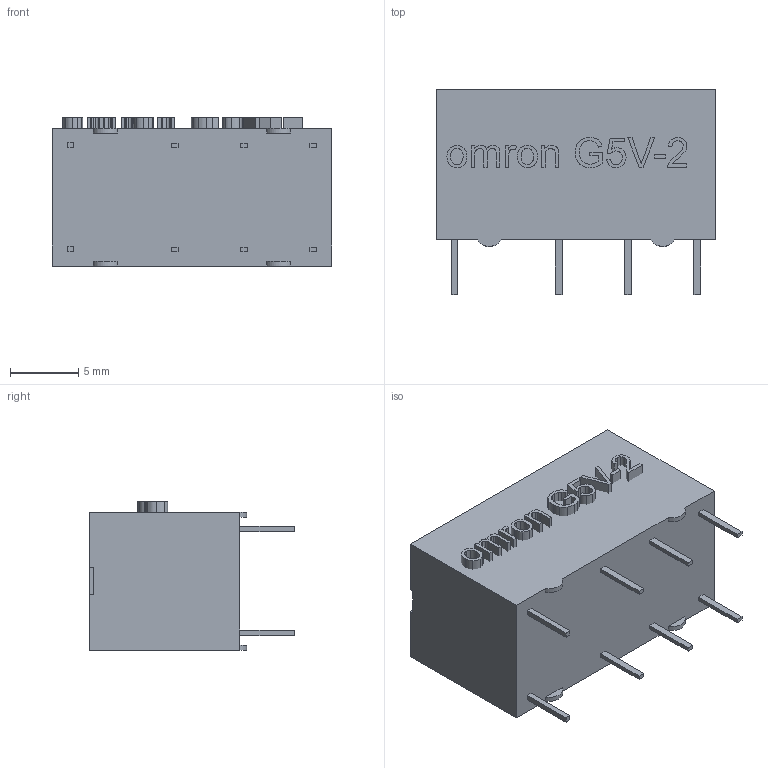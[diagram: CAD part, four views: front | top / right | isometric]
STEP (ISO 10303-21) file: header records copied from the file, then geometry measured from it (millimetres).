
FILE_DESCRIPTION(/* description */ (''),/* implementation_level */ '2;1');
FILE_NAME(/* name */ 'G5V_2.step',/* time_stamp */ '2020-02-28T07:34:39+01:00',/* author */ (''),/* organization */ (''),/* preprocessor_version */ 'ST-DEVELOPER v15.2',/* originating_system */ 'Autodesk Translator Framework v2.0.0.5431',/* authorisation */ '');
FILE_SCHEMA (('AUTOMOTIVE_DESIGN { 1 0 10303 214 3 1 1 }'));
Length unit declared in the file: centimetre
Products named in the file (1): (Unsaved)
Bounding box: 20.5 x 15 x 10.86 mm (x, y, z)
Volume: 2303.3 mm3; surface area: 1342.2 mm2
Topology: 11 solids, 11 shells, 257 faces, 681 edges, 454 vertices
Faces by surface type: plane 127, bspline 126, cylinder 4
Entity records: 9087 total; most frequent: CARTESIAN_POINT 3535, ORIENTED_EDGE 1362, DIRECTION 701, EDGE_CURVE 681, VERTEX_POINT 454, LINE 421, VECTOR 421, EDGE_LOOP 269
